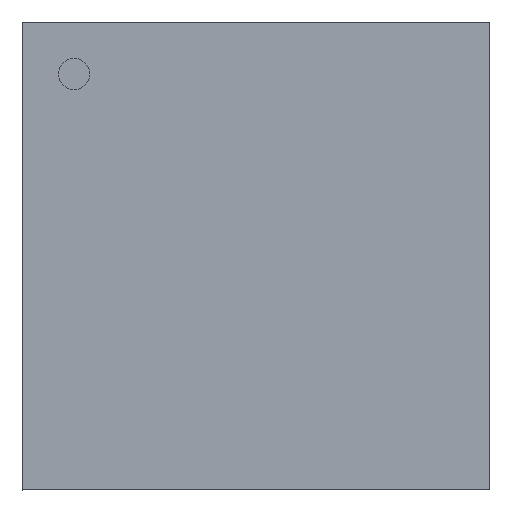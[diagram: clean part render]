
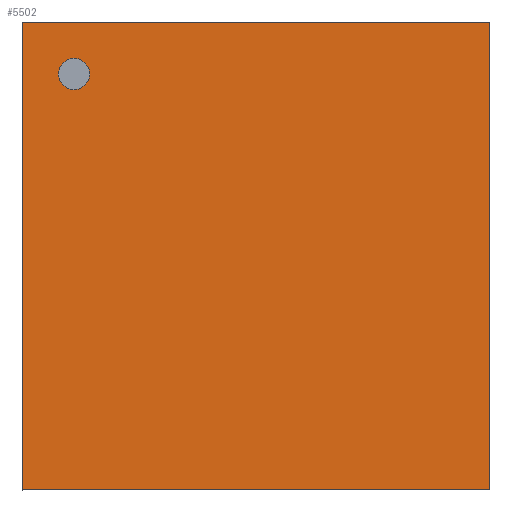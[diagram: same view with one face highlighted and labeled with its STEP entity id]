
A CAD part, top view. The second image highlights one B-rep face of the part: STEP entity #5502.
In plain terms, the highlighted planar face has unit normal (0, 0, 1).
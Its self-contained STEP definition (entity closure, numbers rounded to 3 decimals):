
#5502=ADVANCED_FACE('',(#10845,#10846),#10847,.T.);
#10845=FACE_BOUND('',#16257,.T.);
#10846=FACE_OUTER_BOUND('',#16258,.T.);
#10847=PLANE('',#16259);
#16257=EDGE_LOOP('',(#32362,#32363));
#16258=EDGE_LOOP('',(#32364,#32365,#32366,#32367));
#16259=AXIS2_PLACEMENT_3D('',#32368,#32369,#32370);
#32362=ORIENTED_EDGE('',*,*,#35669,.T.);
#32363=ORIENTED_EDGE('',*,*,#35667,.T.);
#32364=ORIENTED_EDGE('',*,*,#38248,.F.);
#32365=ORIENTED_EDGE('',*,*,#37896,.F.);
#32366=ORIENTED_EDGE('',*,*,#37544,.F.);
#32367=ORIENTED_EDGE('',*,*,#37497,.F.);
#32368=CARTESIAN_POINT('',(0.,0.,0.75));
#32369=DIRECTION('',(0.0,0.0,1.0));
#32370=DIRECTION('',(1.0,0.0,0.0));
#35667=EDGE_CURVE('',#43591,#43595,#43597,.T.);
#35669=EDGE_CURVE('',#43595,#43591,#43599,.T.);
#37497=EDGE_CURVE('',#46604,#46606,#46607,.T.);
#37544=EDGE_CURVE('',#46606,#46669,#46670,.T.);
#37896=EDGE_CURVE('',#46669,#47123,#47124,.T.);
#38248=EDGE_CURVE('',#47123,#46604,#47577,.T.);
#43591=VERTEX_POINT('',#55058);
#43595=VERTEX_POINT('',#55063);
#43597=CIRCLE('',#55066,0.3);
#43599=CIRCLE('',#55068,0.3);
#46604=VERTEX_POINT('',#59424);
#46606=VERTEX_POINT('',#59427);
#46607=LINE('',#59428,#59429);
#46669=VERTEX_POINT('',#59521);
#46670=LINE('',#59522,#59523);
#47123=VERTEX_POINT('',#60159);
#47124=LINE('',#60160,#60161);
#47577=LINE('',#60797,#60798);
#55058=CARTESIAN_POINT('',(-3.2,3.5,0.75));
#55063=CARTESIAN_POINT('',(-3.8,3.5,0.75));
#55066=AXIS2_PLACEMENT_3D('',#64636,#64637,#64638);
#55068=AXIS2_PLACEMENT_3D('',#64639,#64640,#64641);
#59424=CARTESIAN_POINT('',(-4.5,-4.5,0.75));
#59427=CARTESIAN_POINT('',(-4.5,4.5,0.75));
#59428=CARTESIAN_POINT('',(-4.5,4.5,0.75));
#59429=VECTOR('',#66459,1.0);
#59521=CARTESIAN_POINT('',(4.5,4.5,0.75));
#59522=CARTESIAN_POINT('',(4.5,4.5,0.75));
#59523=VECTOR('',#66502,1.0);
#60159=CARTESIAN_POINT('',(4.5,-4.5,0.75));
#60160=CARTESIAN_POINT('',(4.5,-4.5,0.75));
#60161=VECTOR('',#66812,1.0);
#60797=CARTESIAN_POINT('',(-4.5,-4.5,0.75));
#60798=VECTOR('',#67122,1.0);
#64636=CARTESIAN_POINT('',(-3.5,3.5,0.75));
#64637=DIRECTION('',(0.0,0.0,-1.0));
#64638=DIRECTION('',(1.0,0.,0.0));
#64639=CARTESIAN_POINT('',(-3.5,3.5,0.75));
#64640=DIRECTION('',(0.0,0.0,-1.0));
#64641=DIRECTION('',(1.0,0.,0.0));
#66459=DIRECTION('',(0.,1.0,0.0));
#66502=DIRECTION('',(1.0,0.0,0.0));
#66812=DIRECTION('',(0.,-1.0,0.0));
#67122=DIRECTION('',(-1.0,0.,-0.0));
